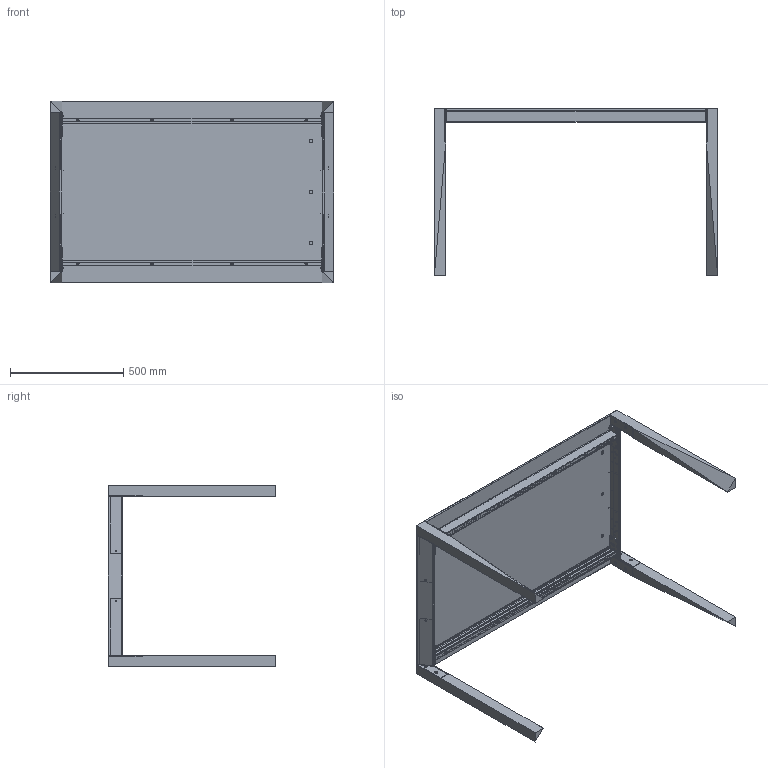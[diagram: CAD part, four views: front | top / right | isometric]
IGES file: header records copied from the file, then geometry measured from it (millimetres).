
Start section: SolidWorks IGES file using analytic representation for surfaces
Global section: file name: TANGO 080X125.IGS; native system: SolidWorks 2010; preprocessor: SolidWorks 2010; author: Matteo; date: 170515.100745; units: millimetre
Bounding box: 1250 x 740 x 800 mm (x, y, z)
Surface area: 4293053.2 mm2 (no closed solid volume)
Topology: 0 solids, 0 shells, 1183 faces, 23834 edges, 23820 vertices
Faces by surface type: revolution 838, bspline 345
